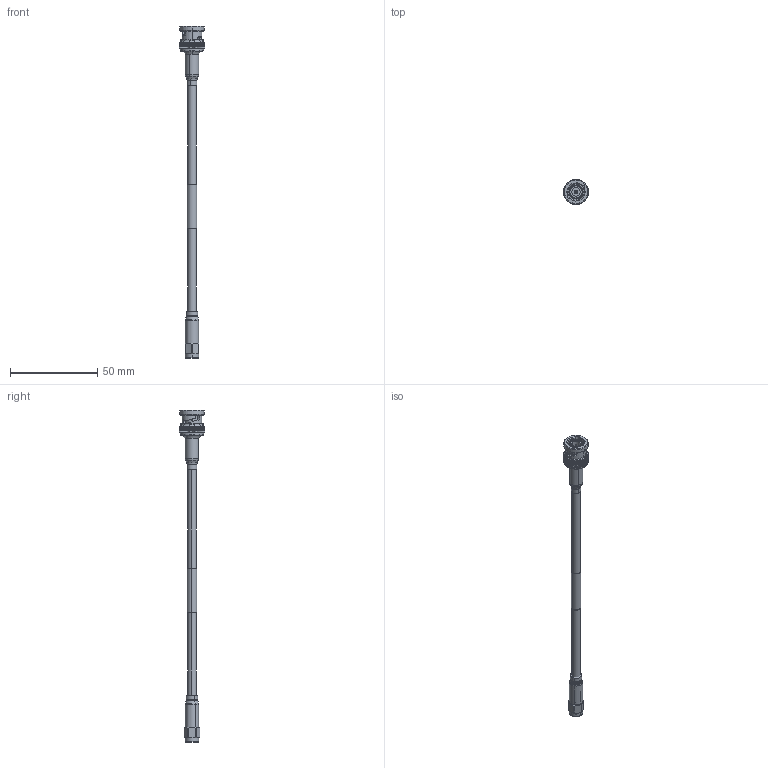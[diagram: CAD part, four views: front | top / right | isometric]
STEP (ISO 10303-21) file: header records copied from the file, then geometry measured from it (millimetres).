
FILE_DESCRIPTION (( 'STEP AP214' ), '1' );
FILE_NAME ('FMC00093_3D.step', '2023-05-10T07:50:52', ( '' ), ( '' ), 'SwSTEP 2.0', 'SolidWorks 2022', '' );
FILE_SCHEMA (( 'AUTOMOTIVE_DESIGN' ));
Length unit declared in the file: inch
Products named in the file (9): SC7050_SC7050 -RG223; SC7059-MA2; SC7050-MA3_SC7050 -RG223; FMC00093_3D; HeatShrink_SC7050; HeatShrink_SC6023; SC7050-MA1; LMR-142-BULK; SC6023
Assembly tree (8 placements, depth 3):
  FMC00093_3D
    SC7050_SC7050 -RG223
      SC7050-MA1
      SC7059-MA2
      SC7050-MA3_SC7050 -RG223
    HeatShrink_SC7050
    LMR-142-BULK
    HeatShrink_SC6023
    SC6023
Bounding box: 14.46 x 14.46 x 190.29 mm (x, y, z)
Volume: 6811.9 mm3; surface area: 7468 mm2
Topology: 8 solids, 9 shells, 588 faces, 1316 edges, 765 vertices
Faces by surface type: cone 195, plane 192, cylinder 179, bspline 12, torus 10
Entity records: 18940 total; most frequent: CARTESIAN_POINT 5521, DIRECTION 2690, ORIENTED_EDGE 2628, EDGE_CURVE 1314, AXIS2_PLACEMENT_3D 1126, VERTEX_POINT 765, EDGE_LOOP 623, ADVANCED_FACE 588
